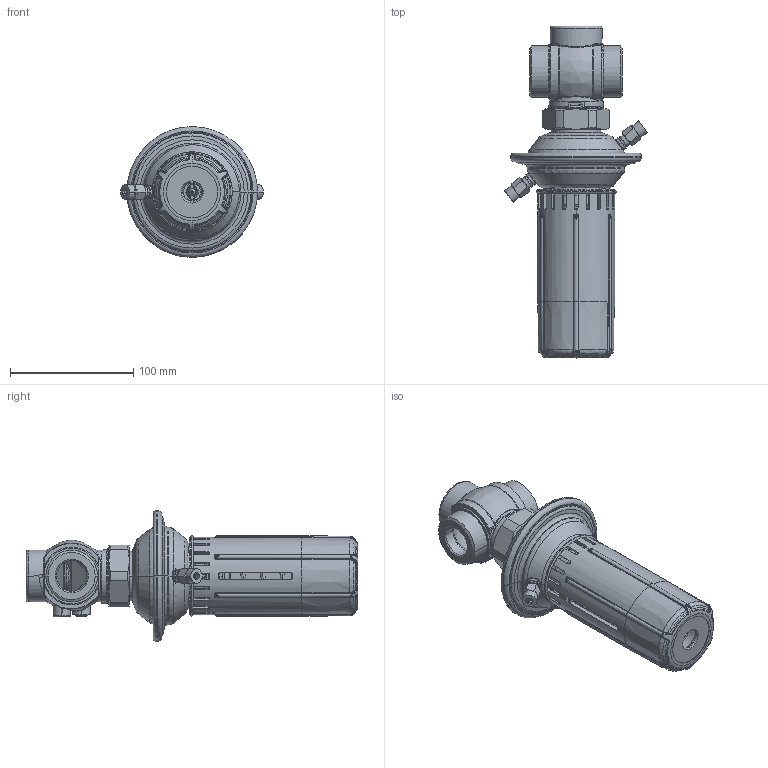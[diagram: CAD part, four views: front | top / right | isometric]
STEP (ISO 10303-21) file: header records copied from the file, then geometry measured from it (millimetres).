
FILE_DESCRIPTION((''),'2;1');
FILE_NAME('003H6242','2015-03-03T',('u317927'),('Danfoss'),'PRO/ENGINEER BY PARAMETRIC TECHNOLOGY CORPORATION, 2014000','PRO/ENGINEER BY PARAMETRIC TECHNOLOGY CORPORATION, 2014000','');
FILE_SCHEMA(('CONFIG_CONTROL_DESIGN'));
Products named in the file (1): 003H6242
Bounding box: 115.65 x 269.12 x 106 mm (x, y, z)
Volume: 353171.5 mm3; surface area: 212734.1 mm2
Topology: 3 solids, 3 shells, 3024 faces, 7969 edges, 4946 vertices
Faces by surface type: plane 1007, cylinder 655, bspline 592, cone 426, torus 316, sphere 22, extrusion 6
Entity records: 149527 total; most frequent: CARTESIAN_POINT 80614, ORIENTED_EDGE 15910, DIRECTION 12564, EDGE_CURVE 7955, AXIS2_PLACEMENT_3D 5123, VERTEX_POINT 4946, EDGE_LOOP 3169, FACE_OUTER_BOUND 3024
